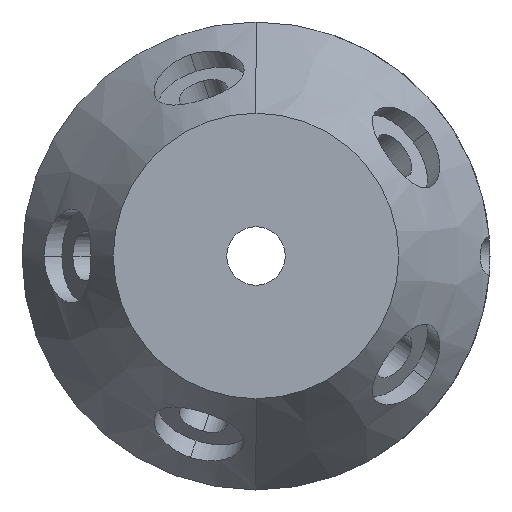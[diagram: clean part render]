
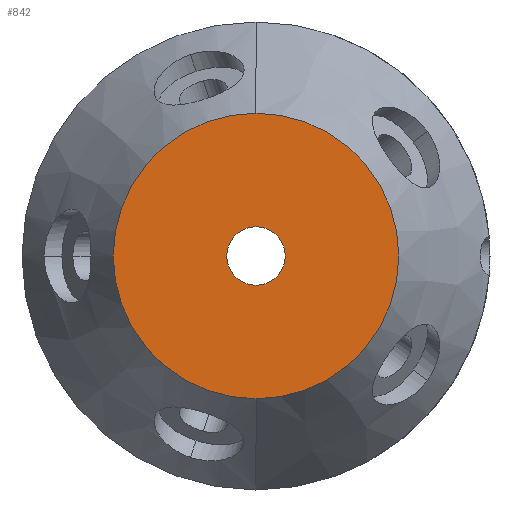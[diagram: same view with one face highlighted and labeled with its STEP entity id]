
A CAD part, left-side view. The second image highlights one B-rep face of the part: STEP entity #842.
In plain terms, the highlighted planar face has unit normal (-1, 0, 0).
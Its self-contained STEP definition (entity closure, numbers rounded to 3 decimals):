
#13 = AXIS2_PLACEMENT_3D ( 'NONE', #1653, #1341, #1808 ) ;
#16 = FACE_BOUND ( 'NONE', #997, .T. ) ;
#53 = EDGE_CURVE ( 'NONE', #1804, #555, #1526, .T. ) ;
#106 = EDGE_LOOP ( 'NONE', ( #1016, #435 ) ) ;
#132 = CARTESIAN_POINT ( 'NONE',  ( 0., 0., 0. ) ) ;
#239 = AXIS2_PLACEMENT_3D ( 'NONE', #1703, #1530, #1188 ) ;
#281 = EDGE_CURVE ( 'NONE', #555, #1804, #1974, .T. ) ;
#300 = DIRECTION ( 'NONE',  ( -1., 0., 0. ) ) ;
#433 = EDGE_CURVE ( 'NONE', #493, #1047, #819, .T. ) ;
#435 = ORIENTED_EDGE ( 'NONE', *, *, #433, .T. ) ;
#493 = VERTEX_POINT ( 'NONE', #1056 ) ;
#555 = VERTEX_POINT ( 'NONE', #725 ) ;
#725 = CARTESIAN_POINT ( 'NONE',  ( 0., 0., 5. ) ) ;
#819 = CIRCLE ( 'NONE', #239, 24.412 ) ;
#825 = CARTESIAN_POINT ( 'NONE',  ( 0., 0., 0. ) ) ;
#842 = ADVANCED_FACE ( 'NONE', ( #16, #1723 ), #1973, .F. ) ;
#877 = CIRCLE ( 'NONE', #1382, 24.412 ) ;
#938 = AXIS2_PLACEMENT_3D ( 'NONE', #132, #300, #1769 ) ;
#985 = CARTESIAN_POINT ( 'NONE',  ( 0., 0., -5. ) ) ;
#997 = EDGE_LOOP ( 'NONE', ( #1157, #1535 ) ) ;
#1000 = DIRECTION ( 'NONE',  ( 0., 0., -1. ) ) ;
#1015 = CARTESIAN_POINT ( 'NONE',  ( 0., 24.412, 0. ) ) ;
#1016 = ORIENTED_EDGE ( 'NONE', *, *, #1751, .T. ) ;
#1023 = DIRECTION ( 'NONE',  ( 1., 0., 0. ) ) ;
#1047 = VERTEX_POINT ( 'NONE', #2065 ) ;
#1056 = CARTESIAN_POINT ( 'NONE',  ( 0., 0., 24.412 ) ) ;
#1157 = ORIENTED_EDGE ( 'NONE', *, *, #281, .F. ) ;
#1188 = DIRECTION ( 'NONE',  ( 0., 0., 1. ) ) ;
#1341 = DIRECTION ( 'NONE',  ( -1., 0., 0. ) ) ;
#1382 = AXIS2_PLACEMENT_3D ( 'NONE', #825, #1483, #1505 ) ;
#1483 = DIRECTION ( 'NONE',  ( -1., 0., 0. ) ) ;
#1505 = DIRECTION ( 'NONE',  ( 0., 0., 1. ) ) ;
#1513 = AXIS2_PLACEMENT_3D ( 'NONE', #1015, #1023, #1000 ) ;
#1526 = CIRCLE ( 'NONE', #938, 5. ) ;
#1530 = DIRECTION ( 'NONE',  ( -1., 0., 0. ) ) ;
#1535 = ORIENTED_EDGE ( 'NONE', *, *, #53, .F. ) ;
#1653 = CARTESIAN_POINT ( 'NONE',  ( 0., 0., 0. ) ) ;
#1703 = CARTESIAN_POINT ( 'NONE',  ( 0., 0., 0. ) ) ;
#1723 = FACE_OUTER_BOUND ( 'NONE', #106, .T. ) ;
#1751 = EDGE_CURVE ( 'NONE', #1047, #493, #877, .T. ) ;
#1769 = DIRECTION ( 'NONE',  ( 0., 0., 1. ) ) ;
#1804 = VERTEX_POINT ( 'NONE', #985 ) ;
#1808 = DIRECTION ( 'NONE',  ( 0., 0., 1. ) ) ;
#1973 = PLANE ( 'NONE',  #1513 ) ;
#1974 = CIRCLE ( 'NONE', #13, 5. ) ;
#2065 = CARTESIAN_POINT ( 'NONE',  ( 0., 0., -24.412 ) ) ;
